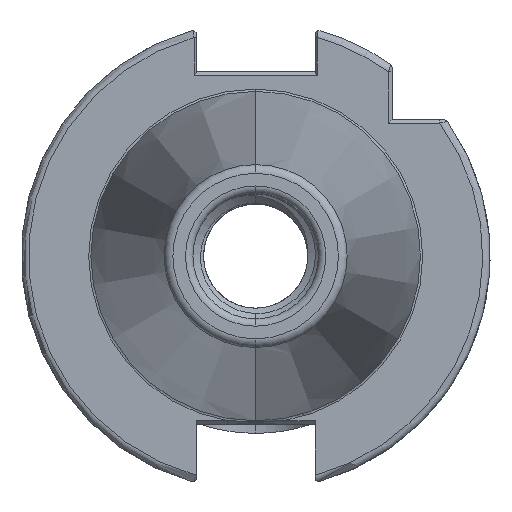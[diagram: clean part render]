
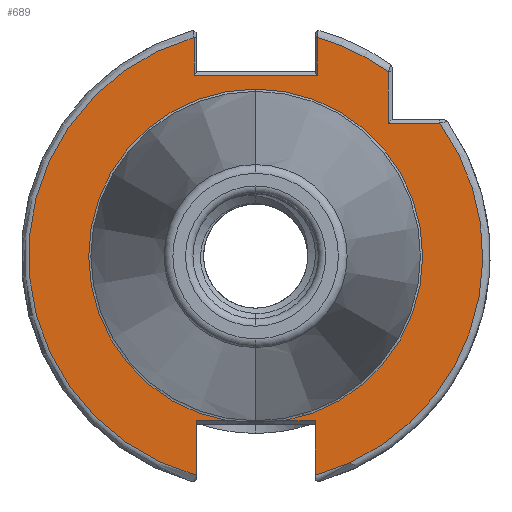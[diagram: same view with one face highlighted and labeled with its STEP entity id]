
A CAD part, left-side view. The second image highlights one B-rep face of the part: STEP entity #689.
In plain terms, the highlighted planar face has unit normal (-1, 0, 0).
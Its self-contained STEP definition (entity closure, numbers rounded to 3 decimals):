
#689 = ADVANCED_FACE ( 'NONE', ( #7612 ), #9588, .F. ) ;
#1003 = EDGE_CURVE ( 'NONE', #7284, #7237, #6748, .T. ) ;
#1004 = EDGE_CURVE ( 'NONE', #7238, #7272, #6753, .T. ) ;
#1026 = EDGE_CURVE ( 'NONE', #7285, #7252, #6767, .T. ) ;
#1421 = EDGE_CURVE ( 'NONE', #7245, #7247, #6742, .T. ) ;
#1483 = EDGE_CURVE ( 'NONE', #7252, #7245, #18098, .T. ) ;
#1491 = EDGE_CURVE ( 'NONE', #7237, #7291, #18074, .T. ) ;
#1493 = EDGE_CURVE ( 'NONE', #7282, #7127, #18082, .T. ) ;
#1495 = EDGE_CURVE ( 'NONE', #7272, #7246, #18086, .T. ) ;
#1496 = EDGE_CURVE ( 'NONE', #7284, #7266, #18112, .T. ) ;
#1498 = EDGE_CURVE ( 'NONE', #7247, #7238, #18111, .T. ) ;
#1499 = EDGE_CURVE ( 'NONE', #7246, #7282, #18106, .T. ) ;
#1501 = EDGE_CURVE ( 'NONE', #7291, #7285, #18119, .T. ) ;
#1503 = EDGE_CURVE ( 'NONE', #21062, #7266, #18115, .T. ) ;
#4366 = AXIS2_PLACEMENT_3D ( 'NONE', #14128, #14127, #14124 ) ;
#5441 = CARTESIAN_POINT ( 'NONE',  ( 0., -3.833, -22.3 ) ) ;
#6742 = LINE ( 'NONE', #21171, #7070 ) ;
#6748 = CIRCLE ( 'NONE', #12692, 30.775 ) ;
#6753 = CIRCLE ( 'NONE', #12699, 30.775 ) ;
#6767 = CIRCLE ( 'NONE', #12702, 30.775 ) ;
#7070 = VECTOR ( 'NONE', #21193, 1000. ) ;
#7127 = VERTEX_POINT ( 'NONE', #21768 ) ;
#7237 = VERTEX_POINT ( 'NONE', #21833 ) ;
#7238 = VERTEX_POINT ( 'NONE', #21813 ) ;
#7245 = VERTEX_POINT ( 'NONE', #21920 ) ;
#7246 = VERTEX_POINT ( 'NONE', #21875 ) ;
#7247 = VERTEX_POINT ( 'NONE', #21918 ) ;
#7252 = VERTEX_POINT ( 'NONE', #21891 ) ;
#7266 = VERTEX_POINT ( 'NONE', #21926 ) ;
#7272 = VERTEX_POINT ( 'NONE', #21904 ) ;
#7282 = VERTEX_POINT ( 'NONE', #21887 ) ;
#7284 = VERTEX_POINT ( 'NONE', #21921 ) ;
#7285 = VERTEX_POINT ( 'NONE', #21884 ) ;
#7291 = VERTEX_POINT ( 'NONE', #21899 ) ;
#7612 = FACE_OUTER_BOUND ( 'NONE', #20938, .T. ) ;
#9563 = CARTESIAN_POINT ( 'NONE',  ( 0., 22.692, 0. ) ) ;
#9588 = PLANE ( 'NONE',  #12901 ) ;
#9596 = DIRECTION ( 'NONE',  ( 1., 0., 0. ) ) ;
#9597 = DIRECTION ( 'NONE',  ( 0., 0., -1. ) ) ;
#10276 = DIRECTION ( 'NONE',  ( 0., 0., -1. ) ) ;
#10304 = CARTESIAN_POINT ( 'NONE',  ( 0., 0., 0. ) ) ;
#10314 = DIRECTION ( 'NONE',  ( -1., 0., 0. ) ) ;
#10316 = DIRECTION ( 'NONE',  ( 0., 0., -1. ) ) ;
#10416 = CARTESIAN_POINT ( 'NONE',  ( 0., 0., 0. ) ) ;
#10451 = DIRECTION ( 'NONE',  ( -1., 0., 0. ) ) ;
#10454 = DIRECTION ( 'NONE',  ( 0., 0., -1. ) ) ;
#11341 = DIRECTION ( 'NONE',  ( -1., 0., 0. ) ) ;
#11361 = CARTESIAN_POINT ( 'NONE',  ( 0., 0., 0. ) ) ;
#12692 = AXIS2_PLACEMENT_3D ( 'NONE', #11361, #11341, #10276 ) ;
#12699 = AXIS2_PLACEMENT_3D ( 'NONE', #10304, #10314, #10316 ) ;
#12702 = AXIS2_PLACEMENT_3D ( 'NONE', #10416, #10451, #10454 ) ;
#12818 = AXIS2_PLACEMENT_3D ( 'NONE', #21662, #21685, #21686 ) ;
#12855 = EDGE_CURVE ( 'NONE', #7127, #21062, #18132, .T. ) ;
#12901 = AXIS2_PLACEMENT_3D ( 'NONE', #9563, #9596, #9597 ) ;
#14124 = DIRECTION ( 'NONE',  ( 0., 0., -1. ) ) ;
#14127 = DIRECTION ( 'NONE',  ( 1., 0., 0. ) ) ;
#14128 = CARTESIAN_POINT ( 'NONE',  ( 0., 0., 0. ) ) ;
#18074 = LINE ( 'NONE', #21651, #18083 ) ;
#18076 = VECTOR ( 'NONE', #21679, 1000. ) ;
#18080 = VECTOR ( 'NONE', #21682, 1000. ) ;
#18082 = CIRCLE ( 'NONE', #12818, 22.627 ) ;
#18083 = VECTOR ( 'NONE', #21660, 1000. ) ;
#18086 = LINE ( 'NONE', #21675, #18076 ) ;
#18098 = LINE ( 'NONE', #21690, #18080 ) ;
#18105 = VECTOR ( 'NONE', #21666, 1000. ) ;
#18106 = LINE ( 'NONE', #21701, #18110 ) ;
#18110 = VECTOR ( 'NONE', #21697, 1000. ) ;
#18111 = LINE ( 'NONE', #21652, #18105 ) ;
#18112 = LINE ( 'NONE', #21649, #18120 ) ;
#18113 = VECTOR ( 'NONE', #21719, 1000. ) ;
#18114 = VECTOR ( 'NONE', #21725, 1000. ) ;
#18115 = LINE ( 'NONE', #21704, #18114 ) ;
#18119 = LINE ( 'NONE', #21723, #18113 ) ;
#18120 = VECTOR ( 'NONE', #21680, 1000. ) ;
#18132 = CIRCLE ( 'NONE', #4366, 22.627 ) ;
#20365 = ORIENTED_EDGE ( 'NONE', *, *, #1004, .T. ) ;
#20375 = ORIENTED_EDGE ( 'NONE', *, *, #1491, .T. ) ;
#20385 = ORIENTED_EDGE ( 'NONE', *, *, #1493, .T. ) ;
#20389 = ORIENTED_EDGE ( 'NONE', *, *, #1026, .T. ) ;
#20390 = ORIENTED_EDGE ( 'NONE', *, *, #1499, .T. ) ;
#20392 = ORIENTED_EDGE ( 'NONE', *, *, #1421, .T. ) ;
#20395 = ORIENTED_EDGE ( 'NONE', *, *, #1483, .T. ) ;
#20397 = ORIENTED_EDGE ( 'NONE', *, *, #1496, .F. ) ;
#20405 = ORIENTED_EDGE ( 'NONE', *, *, #1501, .T. ) ;
#20413 = ORIENTED_EDGE ( 'NONE', *, *, #1503, .T. ) ;
#20417 = ORIENTED_EDGE ( 'NONE', *, *, #1003, .T. ) ;
#20431 = ORIENTED_EDGE ( 'NONE', *, *, #12855, .T. ) ;
#20434 = ORIENTED_EDGE ( 'NONE', *, *, #1498, .T. ) ;
#20438 = ORIENTED_EDGE ( 'NONE', *, *, #1495, .T. ) ;
#20938 = EDGE_LOOP ( 'NONE', ( #20375, #20405, #20389, #20395, #20392, #20434, #20365, #20438, #20390, #20385, #20431, #20413, #20397, #20417 ) ) ;
#21062 = VERTEX_POINT ( 'NONE', #5441 ) ;
#21171 = CARTESIAN_POINT ( 'NONE',  ( 0., 8.05, 24.5 ) ) ;
#21193 = DIRECTION ( 'NONE',  ( 0., 1., 0. ) ) ;
#21649 = CARTESIAN_POINT ( 'NONE',  ( 0., -8.05, -31.776 ) ) ;
#21651 = CARTESIAN_POINT ( 'NONE',  ( 0., -18.5, 18. ) ) ;
#21652 = CARTESIAN_POINT ( 'NONE',  ( 0., 8.335, 29.704 ) ) ;
#21660 = DIRECTION ( 'NONE',  ( 0., 1., 0. ) ) ;
#21662 = CARTESIAN_POINT ( 'NONE',  ( 0., 0., 0. ) ) ;
#21666 = DIRECTION ( 'NONE',  ( 0., 0., 1. ) ) ;
#21675 = CARTESIAN_POINT ( 'NONE',  ( 0., 8.05, -31.776 ) ) ;
#21679 = DIRECTION ( 'NONE',  ( 0., 0., 1. ) ) ;
#21680 = DIRECTION ( 'NONE',  ( 0., 0., 1. ) ) ;
#21682 = DIRECTION ( 'NONE',  ( 0., 0., -1. ) ) ;
#21685 = DIRECTION ( 'NONE',  ( 1., 0., 0. ) ) ;
#21686 = DIRECTION ( 'NONE',  ( 0., 0., -1. ) ) ;
#21690 = CARTESIAN_POINT ( 'NONE',  ( 0., -8.335, 25. ) ) ;
#21697 = DIRECTION ( 'NONE',  ( 0., -1., 0. ) ) ;
#21701 = CARTESIAN_POINT ( 'NONE',  ( 0., 22.692, -22.3 ) ) ;
#21704 = CARTESIAN_POINT ( 'NONE',  ( 0., 22.692, -22.3 ) ) ;
#21719 = DIRECTION ( 'NONE',  ( 0., 0., 1. ) ) ;
#21723 = CARTESIAN_POINT ( 'NONE',  ( 0., -18., 24.594 ) ) ;
#21725 = DIRECTION ( 'NONE',  ( 0., -1., 0. ) ) ;
#21768 = CARTESIAN_POINT ( 'NONE',  ( 0., 0., 22.627 ) ) ;
#21813 = CARTESIAN_POINT ( 'NONE',  ( 0., 8.335, 29.625 ) ) ;
#21833 = CARTESIAN_POINT ( 'NONE',  ( 0., -24.962, 18. ) ) ;
#21875 = CARTESIAN_POINT ( 'NONE',  ( 0., 8.05, -22.3 ) ) ;
#21884 = CARTESIAN_POINT ( 'NONE',  ( 0., -18., 24.962 ) ) ;
#21887 = CARTESIAN_POINT ( 'NONE',  ( 0., 3.833, -22.3 ) ) ;
#21891 = CARTESIAN_POINT ( 'NONE',  ( 0., -8.335, 29.625 ) ) ;
#21899 = CARTESIAN_POINT ( 'NONE',  ( 0., -18., 18. ) ) ;
#21904 = CARTESIAN_POINT ( 'NONE',  ( 0., 8.05, -29.704 ) ) ;
#21918 = CARTESIAN_POINT ( 'NONE',  ( 0., 8.335, 24.5 ) ) ;
#21920 = CARTESIAN_POINT ( 'NONE',  ( 0., -8.335, 24.5 ) ) ;
#21921 = CARTESIAN_POINT ( 'NONE',  ( 0., -8.05, -29.704 ) ) ;
#21926 = CARTESIAN_POINT ( 'NONE',  ( 0., -8.05, -22.3 ) ) ;
